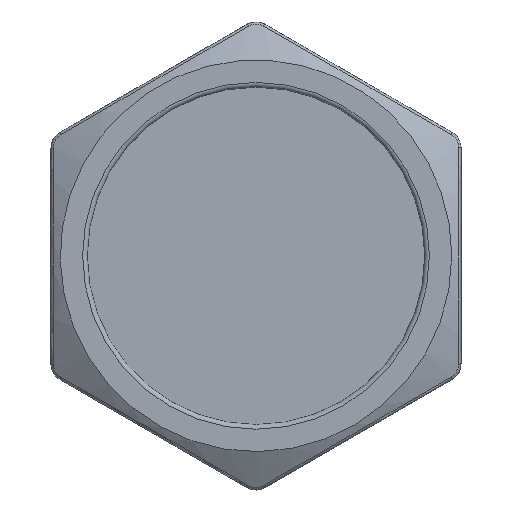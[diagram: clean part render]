
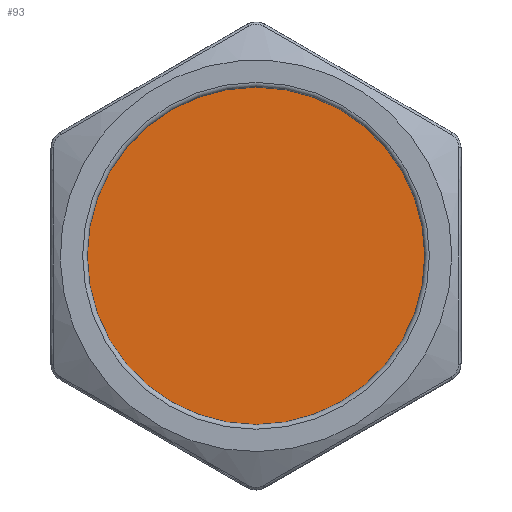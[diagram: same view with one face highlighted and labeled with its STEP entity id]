
A CAD part, top view. The second image highlights one B-rep face of the part: STEP entity #93.
In plain terms, the highlighted planar face has unit normal (0, 0, 1).
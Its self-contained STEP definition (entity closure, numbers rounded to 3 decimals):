
#93 = ADVANCED_FACE( '', ( #200 ), #201, .T. );
#200 = FACE_OUTER_BOUND( '', #687, .T. );
#201 = PLANE( '', #688 );
#687 = EDGE_LOOP( '', ( #1555 ) );
#688 = AXIS2_PLACEMENT_3D( '', #1556, #1557, #1558 );
#1555 = ORIENTED_EDGE( '', *, *, #1740, .T. );
#1556 = CARTESIAN_POINT( '', ( 0., 0., 16.5 ) );
#1557 = DIRECTION( '', ( 0., 0., 1. ) );
#1558 = DIRECTION( '', ( 1., 0., 0. ) );
#1740 = EDGE_CURVE( '', #1883, #1883, #1884, .T. );
#1883 = VERTEX_POINT( '', #2632 );
#1884 = CIRCLE( '', #2633, 9.05 );
#2632 = CARTESIAN_POINT( '', ( 9.05, 0., 16.5 ) );
#2633 = AXIS2_PLACEMENT_3D( '', #2788, #2789, #2790 );
#2788 = CARTESIAN_POINT( '', ( 0., 0., 16.5 ) );
#2789 = DIRECTION( '', ( 0., 0., 1. ) );
#2790 = DIRECTION( '', ( 1., 0., 0. ) );
